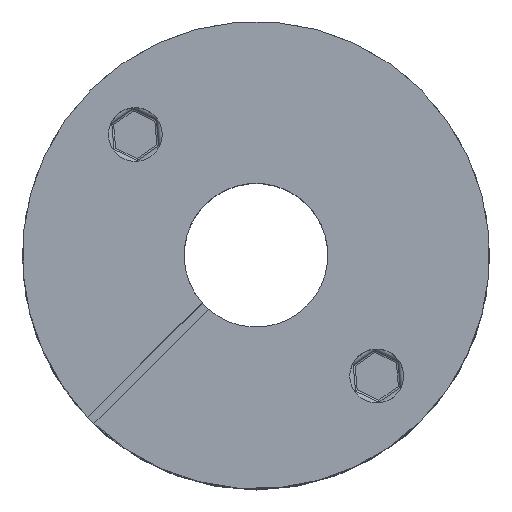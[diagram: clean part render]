
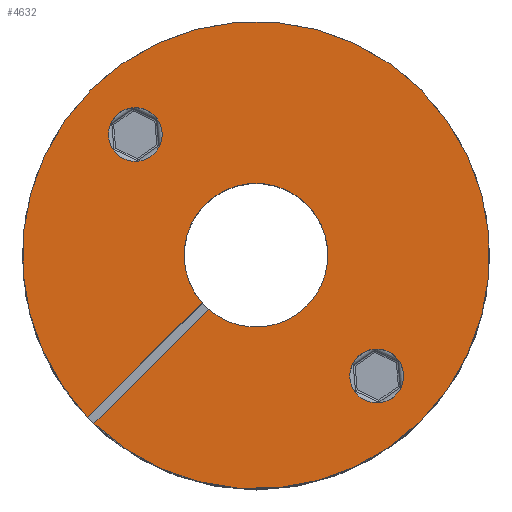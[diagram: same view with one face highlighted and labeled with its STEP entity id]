
A CAD part, top view. The second image highlights one B-rep face of the part: STEP entity #4632.
In plain terms, the highlighted face is planar.
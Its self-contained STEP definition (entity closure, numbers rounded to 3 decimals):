
#6 = CARTESIAN_POINT ( 'NONE',  ( 0., 6., -9.5 ) ) ;
#22 = EDGE_CURVE ( 'NONE', #5264, #845, #4032, .T. ) ;
#47 = CIRCLE ( 'NONE', #465, 4. ) ;
#56 = AXIS2_PLACEMENT_3D ( 'NONE', #4688, #4267, #1815 ) ;
#143 = CIRCLE ( 'NONE', #4479, 13. ) ;
#175 = LINE ( 'NONE', #2224, #859 ) ;
#182 = EDGE_LOOP ( 'NONE', ( #4582, #1268 ) ) ;
#205 = CARTESIAN_POINT ( 'NONE',  ( -0.02, 6., -0.25 ) ) ;
#248 = CARTESIAN_POINT ( 'NONE',  ( 0., 6., 0. ) ) ;
#305 = CARTESIAN_POINT ( 'NONE',  ( 0., 6., 0. ) ) ;
#403 = ORIENTED_EDGE ( 'NONE', *, *, #2957, .F. ) ;
#426 = DIRECTION ( 'NONE',  ( 0., 0., 1. ) ) ;
#465 = AXIS2_PLACEMENT_3D ( 'NONE', #4605, #2211, #3854 ) ;
#568 = PLANE ( 'NONE',  #4757 ) ;
#586 = DIRECTION ( 'NONE',  ( 0., 0., 1. ) ) ;
#632 = AXIS2_PLACEMENT_3D ( 'NONE', #305, #3630, #3143 ) ;
#751 = CARTESIAN_POINT ( 'NONE',  ( 12.998, 6., -0.25 ) ) ;
#753 = EDGE_CURVE ( 'NONE', #1215, #5222, #143, .T. ) ;
#845 = VERTEX_POINT ( 'NONE', #2066 ) ;
#855 = DIRECTION ( 'NONE',  ( 0., 0., 1. ) ) ;
#859 = VECTOR ( 'NONE', #4647, 1000. ) ;
#916 = ORIENTED_EDGE ( 'NONE', *, *, #2844, .T. ) ;
#947 = FACE_OUTER_BOUND ( 'NONE', #3658, .T. ) ;
#966 = CARTESIAN_POINT ( 'NONE',  ( 0., 6., -13. ) ) ;
#975 = FACE_BOUND ( 'NONE', #182, .T. ) ;
#986 = CARTESIAN_POINT ( 'NONE',  ( 0., 6., 4. ) ) ;
#1048 = ORIENTED_EDGE ( 'NONE', *, *, #3254, .T. ) ;
#1185 = CIRCLE ( 'NONE', #4471, 1.5 ) ;
#1215 = VERTEX_POINT ( 'NONE', #1220 ) ;
#1220 = CARTESIAN_POINT ( 'NONE',  ( 0., 6., 13. ) ) ;
#1268 = ORIENTED_EDGE ( 'NONE', *, *, #22, .F. ) ;
#1329 = VERTEX_POINT ( 'NONE', #966 ) ;
#1407 = EDGE_CURVE ( 'NONE', #1827, #4308, #2397, .T. ) ;
#1421 = ORIENTED_EDGE ( 'NONE', *, *, #3631, .F. ) ;
#1452 = EDGE_CURVE ( 'NONE', #5150, #2682, #1185, .T. ) ;
#1517 = EDGE_CURVE ( 'NONE', #3297, #1827, #4812, .T. ) ;
#1732 = CARTESIAN_POINT ( 'NONE',  ( 0., 6., 9.5 ) ) ;
#1765 = AXIS2_PLACEMENT_3D ( 'NONE', #3312, #2909, #855 ) ;
#1770 = AXIS2_PLACEMENT_3D ( 'NONE', #2788, #4317, #1921 ) ;
#1815 = DIRECTION ( 'NONE',  ( 0., 0., 1. ) ) ;
#1826 = DIRECTION ( 'NONE',  ( 0., 0., 1. ) ) ;
#1827 = VERTEX_POINT ( 'NONE', #4390 ) ;
#1873 = VERTEX_POINT ( 'NONE', #3589 ) ;
#1921 = DIRECTION ( 'NONE',  ( 0., 0., 1. ) ) ;
#1996 = CARTESIAN_POINT ( 'NONE',  ( 12.998, 6., 0.25 ) ) ;
#2066 = CARTESIAN_POINT ( 'NONE',  ( 0., 6., -11. ) ) ;
#2211 = DIRECTION ( 'NONE',  ( 0., 1., 0. ) ) ;
#2224 = CARTESIAN_POINT ( 'NONE',  ( -0.02, 6., 0.25 ) ) ;
#2232 = CARTESIAN_POINT ( 'NONE',  ( 0., 6., 0. ) ) ;
#2333 = ORIENTED_EDGE ( 'NONE', *, *, #1407, .F. ) ;
#2394 = ORIENTED_EDGE ( 'NONE', *, *, #1517, .F. ) ;
#2397 = CIRCLE ( 'NONE', #4028, 4. ) ;
#2682 = VERTEX_POINT ( 'NONE', #3028 ) ;
#2727 = CIRCLE ( 'NONE', #632, 4. ) ;
#2763 = CARTESIAN_POINT ( 'NONE',  ( 0., 6., -4. ) ) ;
#2788 = CARTESIAN_POINT ( 'NONE',  ( 0., 6., 9.5 ) ) ;
#2844 = EDGE_CURVE ( 'NONE', #3297, #1329, #3868, .T. ) ;
#2867 = CARTESIAN_POINT ( 'NONE',  ( 0., 6., -8. ) ) ;
#2897 = ORIENTED_EDGE ( 'NONE', *, *, #753, .T. ) ;
#2909 = DIRECTION ( 'NONE',  ( 0., 1., 0. ) ) ;
#2957 = EDGE_CURVE ( 'NONE', #1873, #5222, #175, .T. ) ;
#2979 = CIRCLE ( 'NONE', #4074, 1.5 ) ;
#3028 = CARTESIAN_POINT ( 'NONE',  ( 0., 6., 8. ) ) ;
#3072 = DIRECTION ( 'NONE',  ( 0., 1., 0. ) ) ;
#3143 = DIRECTION ( 'NONE',  ( 0., 0., 1. ) ) ;
#3249 = ORIENTED_EDGE ( 'NONE', *, *, #1452, .F. ) ;
#3254 = EDGE_CURVE ( 'NONE', #1329, #1215, #3331, .T. ) ;
#3297 = VERTEX_POINT ( 'NONE', #751 ) ;
#3312 = CARTESIAN_POINT ( 'NONE',  ( 0., 6., 0. ) ) ;
#3331 = CIRCLE ( 'NONE', #1765, 13. ) ;
#3332 = CARTESIAN_POINT ( 'NONE',  ( 0., 6., 11. ) ) ;
#3452 = VERTEX_POINT ( 'NONE', #986 ) ;
#3480 = FACE_BOUND ( 'NONE', #5203, .T. ) ;
#3540 = AXIS2_PLACEMENT_3D ( 'NONE', #4285, #5113, #5171 ) ;
#3558 = DIRECTION ( 'NONE',  ( -1., 0., 0. ) ) ;
#3585 = EDGE_CURVE ( 'NONE', #2682, #5150, #3680, .T. ) ;
#3589 = CARTESIAN_POINT ( 'NONE',  ( 3.992, 6., 0.25 ) ) ;
#3630 = DIRECTION ( 'NONE',  ( 0., 1., 0. ) ) ;
#3631 = EDGE_CURVE ( 'NONE', #4308, #3452, #2727, .T. ) ;
#3658 = EDGE_LOOP ( 'NONE', ( #2394, #916, #1048, #2897, #403, #4853, #1421, #2333 ) ) ;
#3680 = CIRCLE ( 'NONE', #1770, 1.5 ) ;
#3854 = DIRECTION ( 'NONE',  ( 0., 0., 1. ) ) ;
#3868 = CIRCLE ( 'NONE', #3540, 13. ) ;
#4028 = AXIS2_PLACEMENT_3D ( 'NONE', #5046, #4273, #586 ) ;
#4032 = CIRCLE ( 'NONE', #56, 1.5 ) ;
#4074 = AXIS2_PLACEMENT_3D ( 'NONE', #6, #4572, #426 ) ;
#4267 = DIRECTION ( 'NONE',  ( 0., 1., 0. ) ) ;
#4273 = DIRECTION ( 'NONE',  ( 0., 1., 0. ) ) ;
#4285 = CARTESIAN_POINT ( 'NONE',  ( 0., 6., 0. ) ) ;
#4308 = VERTEX_POINT ( 'NONE', #2763 ) ;
#4317 = DIRECTION ( 'NONE',  ( 0., 1., 0. ) ) ;
#4390 = CARTESIAN_POINT ( 'NONE',  ( 3.992, 6., -0.25 ) ) ;
#4427 = EDGE_CURVE ( 'NONE', #845, #5264, #2979, .T. ) ;
#4471 = AXIS2_PLACEMENT_3D ( 'NONE', #1732, #4615, #5021 ) ;
#4479 = AXIS2_PLACEMENT_3D ( 'NONE', #248, #5223, #5197 ) ;
#4502 = ORIENTED_EDGE ( 'NONE', *, *, #3585, .F. ) ;
#4572 = DIRECTION ( 'NONE',  ( 0., 1., 0. ) ) ;
#4582 = ORIENTED_EDGE ( 'NONE', *, *, #4427, .F. ) ;
#4605 = CARTESIAN_POINT ( 'NONE',  ( 0., 6., 0. ) ) ;
#4615 = DIRECTION ( 'NONE',  ( 0., 1., 0. ) ) ;
#4632 = ADVANCED_FACE ( 'NONE', ( #947, #3480, #975 ), #568, .T. ) ;
#4647 = DIRECTION ( 'NONE',  ( 1., 0., 0. ) ) ;
#4688 = CARTESIAN_POINT ( 'NONE',  ( 0., 6., -9.5 ) ) ;
#4757 = AXIS2_PLACEMENT_3D ( 'NONE', #2232, #3072, #1826 ) ;
#4812 = LINE ( 'NONE', #205, #4889 ) ;
#4853 = ORIENTED_EDGE ( 'NONE', *, *, #5298, .F. ) ;
#4889 = VECTOR ( 'NONE', #3558, 1000. ) ;
#5021 = DIRECTION ( 'NONE',  ( 0., 0., 1. ) ) ;
#5046 = CARTESIAN_POINT ( 'NONE',  ( 0., 6., 0. ) ) ;
#5113 = DIRECTION ( 'NONE',  ( 0., 1., 0. ) ) ;
#5150 = VERTEX_POINT ( 'NONE', #3332 ) ;
#5171 = DIRECTION ( 'NONE',  ( 0., 0., 1. ) ) ;
#5197 = DIRECTION ( 'NONE',  ( 0., 0., 1. ) ) ;
#5203 = EDGE_LOOP ( 'NONE', ( #4502, #3249 ) ) ;
#5222 = VERTEX_POINT ( 'NONE', #1996 ) ;
#5223 = DIRECTION ( 'NONE',  ( 0., 1., 0. ) ) ;
#5264 = VERTEX_POINT ( 'NONE', #2867 ) ;
#5298 = EDGE_CURVE ( 'NONE', #3452, #1873, #47, .T. ) ;
